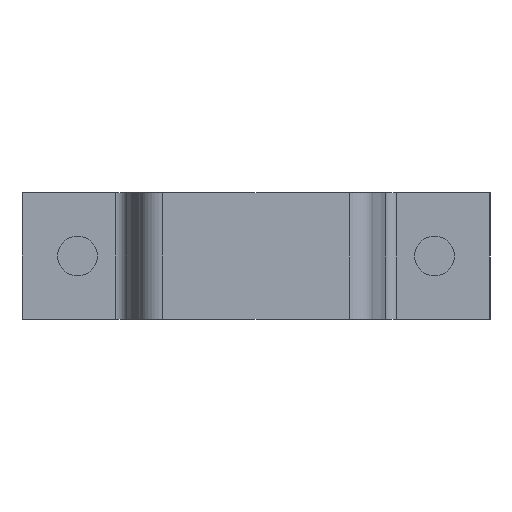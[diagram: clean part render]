
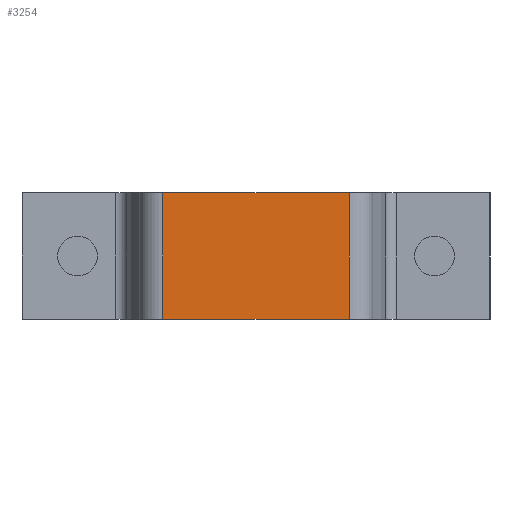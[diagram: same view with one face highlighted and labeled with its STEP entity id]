
A CAD part, front view. The second image highlights one B-rep face of the part: STEP entity #3254.
In plain terms, the highlighted planar face has unit normal (0, -1, 0).
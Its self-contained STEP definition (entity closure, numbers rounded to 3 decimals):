
#205 = EDGE_CURVE ( 'NONE', #1705, #2608, #1600, .T. ) ;
#219 = CARTESIAN_POINT ( 'NONE',  ( 11.75, -24.5, 8. ) ) ;
#384 = CARTESIAN_POINT ( 'NONE',  ( 11.75, -24.5, 8. ) ) ;
#504 = VECTOR ( 'NONE', #3007, 1000. ) ;
#630 = LINE ( 'NONE', #2893, #2621 ) ;
#684 = EDGE_CURVE ( 'NONE', #2945, #1705, #958, .T. ) ;
#754 = DIRECTION ( 'NONE',  ( 0., 1., 0. ) ) ;
#873 = CARTESIAN_POINT ( 'NONE',  ( -11.75, -24.5, 8. ) ) ;
#931 = EDGE_LOOP ( 'NONE', ( #1926, #2840, #2693, #2536 ) ) ;
#958 = LINE ( 'NONE', #873, #2869 ) ;
#1090 = CARTESIAN_POINT ( 'NONE',  ( -11.75, -24.5, 8. ) ) ;
#1134 = DIRECTION ( 'NONE',  ( 0., 0., -1. ) ) ;
#1143 = LINE ( 'NONE', #2588, #1718 ) ;
#1459 = DIRECTION ( 'NONE',  ( 1., 0., 0. ) ) ;
#1465 = CARTESIAN_POINT ( 'NONE',  ( 11.75, -24.5, -8. ) ) ;
#1600 = LINE ( 'NONE', #2921, #504 ) ;
#1705 = VERTEX_POINT ( 'NONE', #2292 ) ;
#1718 = VECTOR ( 'NONE', #1459, 1000. ) ;
#1866 = DIRECTION ( 'NONE',  ( 0., 0., -1. ) ) ;
#1926 = ORIENTED_EDGE ( 'NONE', *, *, #205, .T. ) ;
#2040 = EDGE_CURVE ( 'NONE', #2442, #2608, #630, .T. ) ;
#2105 = EDGE_CURVE ( 'NONE', #2945, #2442, #1143, .T. ) ;
#2140 = FACE_OUTER_BOUND ( 'NONE', #931, .T. ) ;
#2285 = PLANE ( 'NONE',  #2722 ) ;
#2292 = CARTESIAN_POINT ( 'NONE',  ( -11.75, -24.5, -8. ) ) ;
#2442 = VERTEX_POINT ( 'NONE', #384 ) ;
#2536 = ORIENTED_EDGE ( 'NONE', *, *, #684, .T. ) ;
#2582 = DIRECTION ( 'NONE',  ( 0., 0., 1. ) ) ;
#2588 = CARTESIAN_POINT ( 'NONE',  ( 11.75, -24.5, 8. ) ) ;
#2608 = VERTEX_POINT ( 'NONE', #1465 ) ;
#2621 = VECTOR ( 'NONE', #1866, 1000. ) ;
#2693 = ORIENTED_EDGE ( 'NONE', *, *, #2105, .F. ) ;
#2722 = AXIS2_PLACEMENT_3D ( 'NONE', #219, #754, #2582 ) ;
#2840 = ORIENTED_EDGE ( 'NONE', *, *, #2040, .F. ) ;
#2869 = VECTOR ( 'NONE', #1134, 1000. ) ;
#2893 = CARTESIAN_POINT ( 'NONE',  ( 11.75, -24.5, 8. ) ) ;
#2921 = CARTESIAN_POINT ( 'NONE',  ( 11.75, -24.5, -8. ) ) ;
#2945 = VERTEX_POINT ( 'NONE', #1090 ) ;
#3007 = DIRECTION ( 'NONE',  ( 1., 0., 0. ) ) ;
#3254 = ADVANCED_FACE ( 'NONE', ( #2140 ), #2285, .F. ) ;
